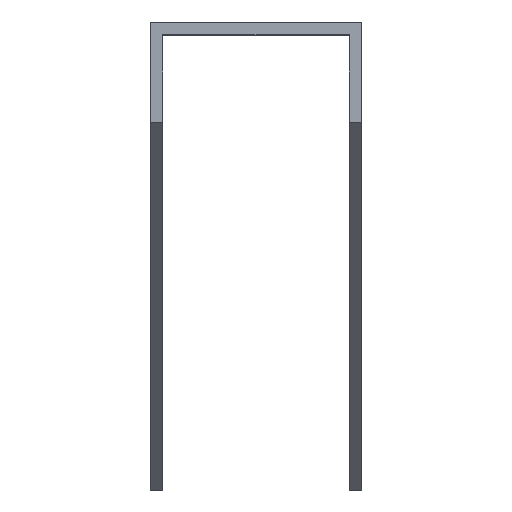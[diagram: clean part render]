
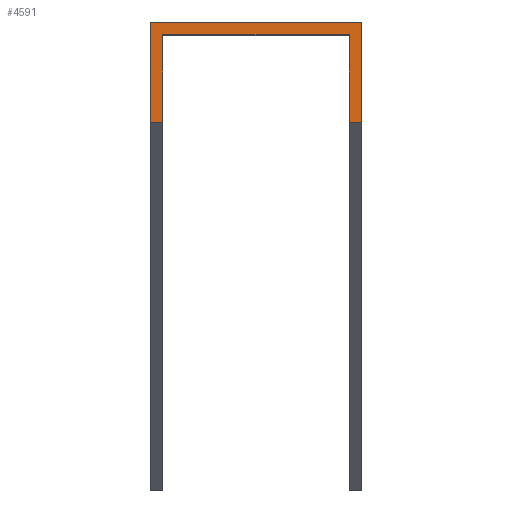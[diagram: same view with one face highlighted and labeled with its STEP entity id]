
A CAD part, top view. The second image highlights one B-rep face of the part: STEP entity #4591.
In plain terms, the highlighted planar face has unit normal (0, 0, 1).
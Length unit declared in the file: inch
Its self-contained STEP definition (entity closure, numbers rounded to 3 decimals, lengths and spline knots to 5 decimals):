
#131 = CARTESIAN_POINT ( 'NONE',  ( 5.62527, -0.62132, 0.75 ) ) ;
#186 = ORIENTED_EDGE ( 'NONE', *, *, #3390, .F. ) ;
#296 = LINE ( 'NONE', #6408, #8383 ) ;
#444 = EDGE_CURVE ( 'NONE', #8014, #4473, #9458, .T. ) ;
#520 = VERTEX_POINT ( 'NONE', #5403 ) ;
#532 = DIRECTION ( 'NONE',  ( 0., 1., 0. ) ) ;
#558 = DIRECTION ( 'NONE',  ( 0., -1., 0. ) ) ;
#828 = DIRECTION ( 'NONE',  ( 0., -1., 0. ) ) ;
#836 = LINE ( 'NONE', #1959, #4782 ) ;
#1333 = CARTESIAN_POINT ( 'NONE',  ( -0.66, 0., 0.75 ) ) ;
#1959 = CARTESIAN_POINT ( 'NONE',  ( 5.62527, -0.62132, 0.75 ) ) ;
#2151 = ORIENTED_EDGE ( 'NONE', *, *, #444, .F. ) ;
#2351 = DIRECTION ( 'NONE',  ( -1., 0., 0. ) ) ;
#2379 = DIRECTION ( 'NONE',  ( 0., 0., -1. ) ) ;
#2855 = VERTEX_POINT ( 'NONE', #7917 ) ;
#2961 = CARTESIAN_POINT ( 'NONE',  ( -0.75, 0.09, 0.75 ) ) ;
#2998 = VECTOR ( 'NONE', #4494, 39.37008 ) ;
#3117 = EDGE_LOOP ( 'NONE', ( #6274, #8069, #186, #9303, #9844, #5723, #2151, #9585 ) ) ;
#3129 = VECTOR ( 'NONE', #5630, 39.37008 ) ;
#3175 = VECTOR ( 'NONE', #828, 39.37008 ) ;
#3254 = EDGE_CURVE ( 'NONE', #8031, #2855, #9467, .T. ) ;
#3263 = VECTOR ( 'NONE', #558, 39.37008 ) ;
#3267 = VERTEX_POINT ( 'NONE', #9979 ) ;
#3390 = EDGE_CURVE ( 'NONE', #3267, #8031, #8244, .T. ) ;
#3519 = CARTESIAN_POINT ( 'NONE',  ( 0.75, -0.62132, 0.75 ) ) ;
#3545 = EDGE_CURVE ( 'NONE', #2855, #4339, #5182, .T. ) ;
#4138 = VECTOR ( 'NONE', #532, 39.37008 ) ;
#4339 = VERTEX_POINT ( 'NONE', #9028 ) ;
#4401 = AXIS2_PLACEMENT_3D ( 'NONE', #10140, #2379, #7842 ) ;
#4473 = VERTEX_POINT ( 'NONE', #6113 ) ;
#4494 = DIRECTION ( 'NONE',  ( 1., 0., 0. ) ) ;
#4530 = CARTESIAN_POINT ( 'NONE',  ( -0.66, 0., 0.75 ) ) ;
#4591 = ADVANCED_FACE ( 'NONE', ( #7807 ), #7818, .F. ) ;
#4654 = EDGE_CURVE ( 'NONE', #4473, #7348, #9388, .T. ) ;
#4782 = VECTOR ( 'NONE', #8258, 39.37008 ) ;
#4788 = CARTESIAN_POINT ( 'NONE',  ( 0.75, 0.09, 0.75 ) ) ;
#5067 = EDGE_CURVE ( 'NONE', #520, #3267, #6214, .T. ) ;
#5182 = LINE ( 'NONE', #131, #3129 ) ;
#5403 = CARTESIAN_POINT ( 'NONE',  ( 0.66, -0.62132, 0.75 ) ) ;
#5476 = CARTESIAN_POINT ( 'NONE',  ( -0.66, 0., 0.75 ) ) ;
#5630 = DIRECTION ( 'NONE',  ( -1., 0., 0. ) ) ;
#5723 = ORIENTED_EDGE ( 'NONE', *, *, #4654, .F. ) ;
#5865 = EDGE_CURVE ( 'NONE', #8014, #4339, #296, .T. ) ;
#6058 = CARTESIAN_POINT ( 'NONE',  ( -0.75, 0.09, 0.75 ) ) ;
#6113 = CARTESIAN_POINT ( 'NONE',  ( 0.75, 0.09, 0.75 ) ) ;
#6169 = VECTOR ( 'NONE', #2351, 39.37008 ) ;
#6214 = LINE ( 'NONE', #7572, #4138 ) ;
#6274 = ORIENTED_EDGE ( 'NONE', *, *, #3545, .F. ) ;
#6408 = CARTESIAN_POINT ( 'NONE',  ( -0.75, 0.09, 0.75 ) ) ;
#7348 = VERTEX_POINT ( 'NONE', #3519 ) ;
#7572 = CARTESIAN_POINT ( 'NONE',  ( 0.66, 0., 0.75 ) ) ;
#7807 = FACE_OUTER_BOUND ( 'NONE', #3117, .T. ) ;
#7818 = PLANE ( 'NONE',  #4401 ) ;
#7842 = DIRECTION ( 'NONE',  ( -1., 0., 0. ) ) ;
#7917 = CARTESIAN_POINT ( 'NONE',  ( -0.66, -0.62132, 0.75 ) ) ;
#8014 = VERTEX_POINT ( 'NONE', #6058 ) ;
#8031 = VERTEX_POINT ( 'NONE', #4530 ) ;
#8069 = ORIENTED_EDGE ( 'NONE', *, *, #3254, .F. ) ;
#8244 = LINE ( 'NONE', #5476, #6169 ) ;
#8258 = DIRECTION ( 'NONE',  ( -1., 0., 0. ) ) ;
#8383 = VECTOR ( 'NONE', #9535, 39.37008 ) ;
#8966 = EDGE_CURVE ( 'NONE', #7348, #520, #836, .T. ) ;
#9028 = CARTESIAN_POINT ( 'NONE',  ( -0.75, -0.62132, 0.75 ) ) ;
#9303 = ORIENTED_EDGE ( 'NONE', *, *, #5067, .F. ) ;
#9388 = LINE ( 'NONE', #4788, #3175 ) ;
#9458 = LINE ( 'NONE', #2961, #2998 ) ;
#9467 = LINE ( 'NONE', #1333, #3263 ) ;
#9535 = DIRECTION ( 'NONE',  ( 0., -1., 0. ) ) ;
#9585 = ORIENTED_EDGE ( 'NONE', *, *, #5865, .T. ) ;
#9844 = ORIENTED_EDGE ( 'NONE', *, *, #8966, .F. ) ;
#9979 = CARTESIAN_POINT ( 'NONE',  ( 0.66, 0., 0.75 ) ) ;
#10140 = CARTESIAN_POINT ( 'NONE',  ( -0.75, 0.09, 0.75 ) ) ;
